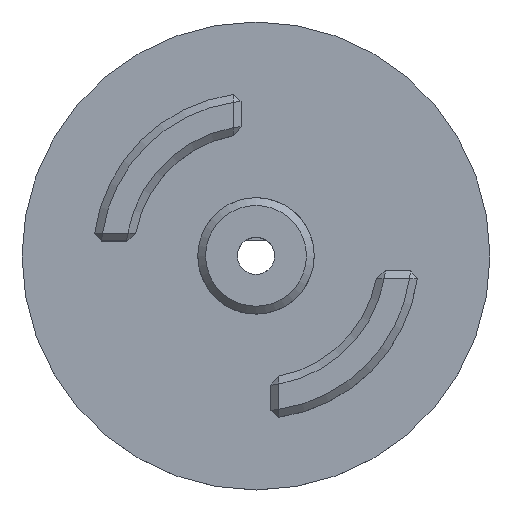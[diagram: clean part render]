
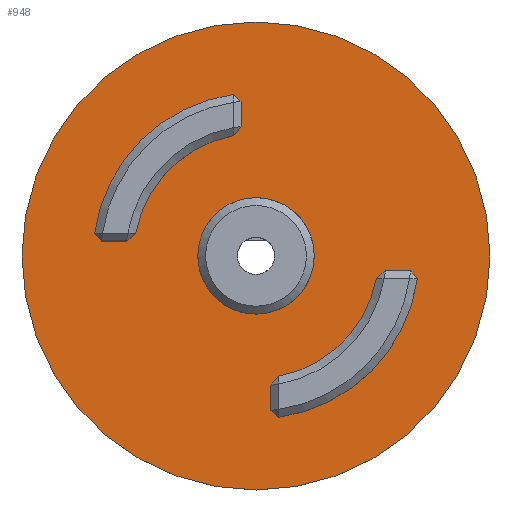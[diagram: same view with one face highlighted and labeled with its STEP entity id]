
A CAD part, top view. The second image highlights one B-rep face of the part: STEP entity #948.
In plain terms, the highlighted planar face has unit normal (0, 0, 1).
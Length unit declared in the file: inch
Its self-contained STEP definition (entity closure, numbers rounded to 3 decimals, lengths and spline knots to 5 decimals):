
#69=PLANE($,#1053);
#88=FACE_BOUND($,#224,.T.);
#89=FACE_BOUND($,#225,.T.);
#90=FACE_BOUND($,#226,.T.);
#91=FACE_BOUND($,#227,.T.);
#92=FACE_BOUND($,#228,.T.);
#93=FACE_BOUND($,#229,.T.);
#224=EDGE_LOOP($,(#848,#849,#850,#851));
#225=EDGE_LOOP($,(#852));
#226=EDGE_LOOP($,(#853,#854,#855,#856,#857,#858,#859,#860));
#227=EDGE_LOOP($,(#861,#862,#863,#864,#865,#866,#867,#868));
#228=EDGE_LOOP($,(#869,#870,#871,#872));
#229=EDGE_LOOP($,(#873));
#238=LINE($,#1369,#310);
#240=LINE($,#1380,#312);
#244=LINE($,#1400,#316);
#249=LINE($,#1415,#321);
#254=LINE($,#1433,#326);
#259=LINE($,#1448,#331);
#266=LINE($,#1463,#338);
#269=LINE($,#1477,#341);
#274=LINE($,#1492,#346);
#281=LINE($,#1510,#353);
#286=LINE($,#1525,#358);
#291=LINE($,#1538,#363);
#300=LINE($,#1678,#372);
#301=LINE($,#1680,#373);
#310=VECTOR($,#1090,0.19068);
#312=VECTOR($,#1106,0.19068);
#316=VECTOR($,#1122,0.03797);
#321=VECTOR($,#1131,0.03797);
#326=VECTOR($,#1146,0.03326);
#331=VECTOR($,#1155,0.03326);
#338=VECTOR($,#1178,0.08073);
#341=VECTOR($,#1187,0.03797);
#346=VECTOR($,#1196,0.03326);
#353=VECTOR($,#1209,0.03797);
#358=VECTOR($,#1218,0.03326);
#363=VECTOR($,#1239,0.08073);
#372=VECTOR($,#1320,0.08073);
#373=VECTOR($,#1323,0.08073);
#375=CIRCLE($,#954,0.02);
#378=CIRCLE($,#958,0.1865);
#380=CIRCLE($,#960,0.1865);
#382=CIRCLE($,#963,0.02);
#384=CIRCLE($,#967,0.02);
#386=CIRCLE($,#970,0.02);
#393=CIRCLE($,#993,0.3925);
#398=CIRCLE($,#1014,0.5225);
#402=CIRCLE($,#1021,0.05975);
#410=CIRCLE($,#1036,0.75);
#414=CIRCLE($,#1047,0.5225);
#415=CIRCLE($,#1051,0.3925);
#418=VERTEX_POINT($,#1337);
#419=VERTEX_POINT($,#1339);
#422=VERTEX_POINT($,#1347);
#423=VERTEX_POINT($,#1349);
#426=VERTEX_POINT($,#1355);
#428=VERTEX_POINT($,#1361);
#430=VERTEX_POINT($,#1367);
#432=VERTEX_POINT($,#1376);
#438=VERTEX_POINT($,#1398);
#439=VERTEX_POINT($,#1399);
#443=VERTEX_POINT($,#1413);
#444=VERTEX_POINT($,#1414);
#448=VERTEX_POINT($,#1431);
#449=VERTEX_POINT($,#1432);
#453=VERTEX_POINT($,#1446);
#454=VERTEX_POINT($,#1447);
#458=VERTEX_POINT($,#1475);
#459=VERTEX_POINT($,#1476);
#463=VERTEX_POINT($,#1490);
#464=VERTEX_POINT($,#1491);
#468=VERTEX_POINT($,#1508);
#469=VERTEX_POINT($,#1509);
#473=VERTEX_POINT($,#1523);
#474=VERTEX_POINT($,#1524);
#478=VERTEX_POINT($,#1550);
#489=VERTEX_POINT($,#1614);
#498=EDGE_CURVE($,#418,#419,#375,.F.);
#503=EDGE_CURVE($,#423,#422,#378,.T.);
#507=EDGE_CURVE($,#418,#426,#380,.T.);
#510=EDGE_CURVE($,#428,#422,#382,.F.);
#513=EDGE_CURVE($,#428,#430,#238,.T.);
#515=EDGE_CURVE($,#423,#430,#384,.F.);
#518=EDGE_CURVE($,#432,#426,#386,.F.);
#519=EDGE_CURVE($,#432,#419,#240,.T.);
#526=EDGE_CURVE($,#438,#439,#244,.F.);
#532=EDGE_CURVE($,#443,#444,#249,.F.);
#540=EDGE_CURVE($,#448,#449,#254,.F.);
#546=EDGE_CURVE($,#453,#454,#259,.F.);
#555=EDGE_CURVE($,#438,#444,#393,.T.);
#556=EDGE_CURVE($,#443,#454,#266,.T.);
#560=EDGE_CURVE($,#458,#459,#269,.F.);
#566=EDGE_CURVE($,#463,#464,#274,.F.);
#574=EDGE_CURVE($,#468,#469,#281,.F.);
#580=EDGE_CURVE($,#473,#474,#286,.F.);
#589=EDGE_CURVE($,#458,#464,#291,.T.);
#590=EDGE_CURVE($,#463,#474,#398,.T.);
#594=EDGE_CURVE($,#478,#478,#402,.T.);
#605=EDGE_CURVE($,#489,#489,#410,.T.);
#618=EDGE_CURVE($,#453,#449,#414,.T.);
#619=EDGE_CURVE($,#448,#439,#300,.T.);
#620=EDGE_CURVE($,#473,#469,#301,.T.);
#621=EDGE_CURVE($,#468,#459,#415,.T.);
#848=ORIENTED_EDGE($,*,*,#507,.T.);
#849=ORIENTED_EDGE($,*,*,#518,.F.);
#850=ORIENTED_EDGE($,*,*,#519,.T.);
#851=ORIENTED_EDGE($,*,*,#498,.F.);
#852=ORIENTED_EDGE($,*,*,#594,.F.);
#853=ORIENTED_EDGE($,*,*,#618,.T.);
#854=ORIENTED_EDGE($,*,*,#540,.F.);
#855=ORIENTED_EDGE($,*,*,#619,.T.);
#856=ORIENTED_EDGE($,*,*,#526,.F.);
#857=ORIENTED_EDGE($,*,*,#555,.T.);
#858=ORIENTED_EDGE($,*,*,#532,.F.);
#859=ORIENTED_EDGE($,*,*,#556,.T.);
#860=ORIENTED_EDGE($,*,*,#546,.F.);
#861=ORIENTED_EDGE($,*,*,#590,.T.);
#862=ORIENTED_EDGE($,*,*,#580,.F.);
#863=ORIENTED_EDGE($,*,*,#620,.T.);
#864=ORIENTED_EDGE($,*,*,#574,.F.);
#865=ORIENTED_EDGE($,*,*,#621,.T.);
#866=ORIENTED_EDGE($,*,*,#560,.F.);
#867=ORIENTED_EDGE($,*,*,#589,.T.);
#868=ORIENTED_EDGE($,*,*,#566,.F.);
#869=ORIENTED_EDGE($,*,*,#513,.T.);
#870=ORIENTED_EDGE($,*,*,#515,.F.);
#871=ORIENTED_EDGE($,*,*,#503,.T.);
#872=ORIENTED_EDGE($,*,*,#510,.F.);
#873=ORIENTED_EDGE($,*,*,#605,.T.);
#948=ADVANCED_FACE($,(#88,#89,#90,#91,#92,#93),#69,.T.);
#954=AXIS2_PLACEMENT_3D($,#1340,#1061,#1062);
#958=AXIS2_PLACEMENT_3D($,#1350,#1071,#1072);
#960=AXIS2_PLACEMENT_3D($,#1357,#1077,#1078);
#963=AXIS2_PLACEMENT_3D($,#1363,#1084,#1085);
#967=AXIS2_PLACEMENT_3D($,#1372,#1095,#1096);
#970=AXIS2_PLACEMENT_3D($,#1378,#1102,#1103);
#993=AXIS2_PLACEMENT_3D($,#1461,#1174,#1175);
#1014=AXIS2_PLACEMENT_3D($,#1540,#1242,#1243);
#1021=AXIS2_PLACEMENT_3D($,#1551,#1256,#1257);
#1036=AXIS2_PLACEMENT_3D($,#1615,#1287,#1288);
#1047=AXIS2_PLACEMENT_3D($,#1676,#1316,#1317);
#1051=AXIS2_PLACEMENT_3D($,#1682,#1326,#1327);
#1053=AXIS2_PLACEMENT_3D($,#1684,#1330,#1331);
#1061=DIRECTION('center_axis',(0.,0.,-1.));
#1062=DIRECTION('ref_axis',(0.462,0.887,0.));
#1071=DIRECTION('center_axis',(0.,0.,-1.));
#1072=DIRECTION('ref_axis',(-1.,0.,0.));
#1077=DIRECTION('center_axis',(0.,0.,-1.));
#1078=DIRECTION('ref_axis',(-1.,0.,0.));
#1084=DIRECTION('center_axis',(0.,0.,-1.));
#1085=DIRECTION('ref_axis',(0.887,0.462,0.));
#1090=DIRECTION($,(-0.707,-0.707,0.));
#1095=DIRECTION('center_axis',(0.,0.,-1.));
#1096=DIRECTION('ref_axis',(-0.462,-0.887,0.));
#1102=DIRECTION('center_axis',(0.,0.,-1.));
#1103=DIRECTION('ref_axis',(-0.887,-0.462,0.));
#1106=DIRECTION($,(0.707,0.707,0.));
#1122=DIRECTION($,(0.651,0.759,0.));
#1131=DIRECTION($,(0.759,0.651,0.));
#1146=DIRECTION($,(-0.747,0.665,0.));
#1155=DIRECTION($,(0.665,-0.747,0.));
#1174=DIRECTION('center_axis',(0.,0.,1.));
#1175=DIRECTION('ref_axis',(-0.122,0.993,0.));
#1178=DIRECTION($,(1.,0.,0.));
#1187=DIRECTION($,(-0.759,-0.651,0.));
#1196=DIRECTION($,(-0.665,0.747,0.));
#1209=DIRECTION($,(-0.651,-0.759,0.));
#1218=DIRECTION($,(0.747,-0.665,0.));
#1239=DIRECTION($,(-1.,0.,0.));
#1242=DIRECTION('center_axis',(0.,0.,-1.));
#1243=DIRECTION('ref_axis',(-0.091,0.996,0.));
#1256=DIRECTION('center_axis',(0.,0.,1.));
#1257=DIRECTION('ref_axis',(-1.,0.,0.));
#1287=DIRECTION('center_axis',(0.,0.,1.));
#1288=DIRECTION('ref_axis',(-1.,0.,0.));
#1316=DIRECTION('center_axis',(0.,0.,-1.));
#1317=DIRECTION('ref_axis',(0.091,-0.996,0.));
#1320=DIRECTION($,(0.,1.,0.));
#1323=DIRECTION($,(0.,-1.,0.));
#1326=DIRECTION('center_axis',(0.,0.,1.));
#1327=DIRECTION('ref_axis',(0.122,-0.993,0.));
#1330=DIRECTION('center_axis',(0.,0.,1.));
#1331=DIRECTION('ref_axis',(1.,0.,0.));
#1337=CARTESIAN_POINT('',(0.18363,-0.0326,0.1));
#1339=CARTESIAN_POINT('',(0.14979,-0.01496,0.1));
#1340=CARTESIAN_POINT('Origin',(0.16394,-0.0291,0.1));
#1347=CARTESIAN_POINT('',(-0.0326,0.18363,0.1));
#1349=CARTESIAN_POINT('',(-0.18363,0.0326,0.1));
#1350=CARTESIAN_POINT('Origin',(0.,0.,0.1));
#1355=CARTESIAN_POINT('',(0.0326,-0.18363,0.1));
#1357=CARTESIAN_POINT('Origin',(0.,0.,0.1));
#1361=CARTESIAN_POINT('',(-0.01496,0.14979,0.1));
#1363=CARTESIAN_POINT('Origin',(-0.0291,0.16394,0.1));
#1367=CARTESIAN_POINT('',(-0.14979,0.01496,0.1));
#1369=CARTESIAN_POINT($,(0.0206,0.18536,0.1));
#1372=CARTESIAN_POINT('Origin',(-0.16394,0.0291,0.1));
#1376=CARTESIAN_POINT('',(0.01496,-0.14979,0.1));
#1378=CARTESIAN_POINT('Origin',(0.0291,-0.16394,0.1));
#1380=CARTESIAN_POINT($,(-0.0206,-0.18536,0.1));
#1398=CARTESIAN_POINT('',(0.07245,-0.38575,0.1));
#1399=CARTESIAN_POINT('',(0.04775,-0.41458,0.1));
#1400=CARTESIAN_POINT($,(0.14624,-0.29965,0.1));
#1413=CARTESIAN_POINT('',(0.41458,-0.04775,0.1));
#1414=CARTESIAN_POINT('',(0.38575,-0.07245,0.1));
#1415=CARTESIAN_POINT($,(0.29965,-0.14624,0.1));
#1431=CARTESIAN_POINT('',(0.04775,-0.49531,0.1));
#1432=CARTESIAN_POINT('',(0.07258,-0.51743,0.1));
#1433=CARTESIAN_POINT($,(-0.08236,-0.37942,0.1));
#1446=CARTESIAN_POINT('',(0.51743,-0.07258,0.1));
#1447=CARTESIAN_POINT('',(0.49531,-0.04775,0.1));
#1448=CARTESIAN_POINT($,(0.37942,0.08236,0.1));
#1461=CARTESIAN_POINT('Origin',(0.,0.,0.1));
#1463=CARTESIAN_POINT($,(0.26016,-0.04775,0.1));
#1475=CARTESIAN_POINT('',(-0.41458,0.04775,0.1));
#1476=CARTESIAN_POINT('',(-0.38575,0.07245,0.1));
#1477=CARTESIAN_POINT($,(-0.29965,0.14624,0.1));
#1490=CARTESIAN_POINT('',(-0.51743,0.07258,0.1));
#1491=CARTESIAN_POINT('',(-0.49531,0.04775,0.1));
#1492=CARTESIAN_POINT($,(-0.37942,-0.08236,0.1));
#1508=CARTESIAN_POINT('',(-0.07245,0.38575,0.1));
#1509=CARTESIAN_POINT('',(-0.04775,0.41458,0.1));
#1510=CARTESIAN_POINT($,(-0.14624,0.29965,0.1));
#1523=CARTESIAN_POINT('',(-0.04775,0.49531,0.1));
#1524=CARTESIAN_POINT('',(-0.07258,0.51743,0.1));
#1525=CARTESIAN_POINT($,(0.08236,0.37942,0.1));
#1538=CARTESIAN_POINT($,(-0.26016,0.04775,0.1));
#1540=CARTESIAN_POINT('Origin',(0.,0.,0.1));
#1550=CARTESIAN_POINT('',(0.05975,0.,0.1));
#1551=CARTESIAN_POINT('Origin',(0.,0.,0.1));
#1614=CARTESIAN_POINT('',(0.75,0.,0.1));
#1615=CARTESIAN_POINT('Origin',(0.,0.,0.1));
#1676=CARTESIAN_POINT('Origin',(0.,0.,0.1));
#1678=CARTESIAN_POINT($,(0.04775,-0.19479,0.1));
#1680=CARTESIAN_POINT($,(-0.04775,0.19479,0.1));
#1682=CARTESIAN_POINT('Origin',(0.,0.,0.1));
#1684=CARTESIAN_POINT('Origin',(0.,0.,
0.1));
